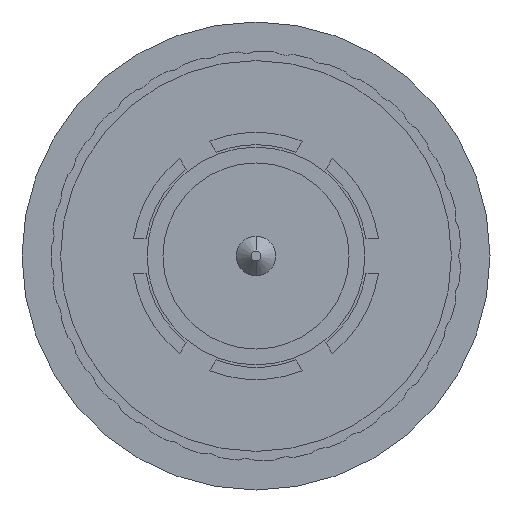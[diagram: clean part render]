
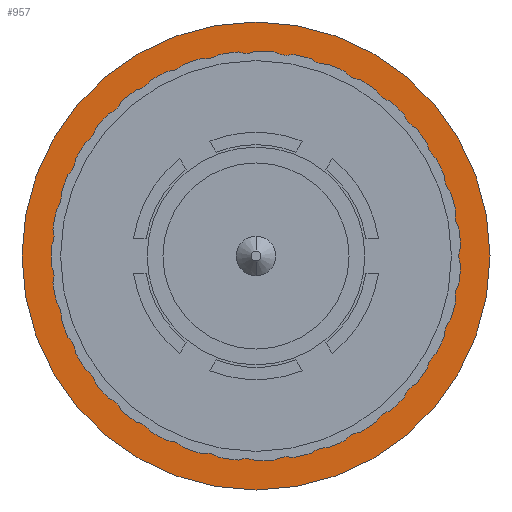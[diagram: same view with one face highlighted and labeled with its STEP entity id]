
A CAD part, front view. The second image highlights one B-rep face of the part: STEP entity #957.
In plain terms, the highlighted planar face has unit normal (0, -1, 0).
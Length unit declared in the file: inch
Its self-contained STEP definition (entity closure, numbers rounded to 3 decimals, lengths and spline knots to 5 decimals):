
#227 = VERTEX_POINT ( 'NONE', #2502 ) ;
#229 = EDGE_CURVE ( 'NONE', #227, #230, #2501, .T. ) ;
#230 = VERTEX_POINT ( 'NONE', #2496 ) ;
#380 = VERTEX_POINT ( 'NONE', #2818 ) ;
#382 = EDGE_CURVE ( 'NONE', #380, #383, #2817, .T. ) ;
#383 = VERTEX_POINT ( 'NONE', #2812 ) ;
#864 = ORIENTED_EDGE ( 'NONE', *, *, #382, .F. ) ;
#873 = ORIENTED_EDGE ( 'NONE', *, *, #874, .F. ) ;
#874 = EDGE_CURVE ( 'NONE', #383, #380, #3753, .T. ) ;
#875 = EDGE_LOOP ( 'NONE', ( #899, #970 ) ) ;
#899 = ORIENTED_EDGE ( 'NONE', *, *, #900, .F. ) ;
#900 = EDGE_CURVE ( 'NONE', #230, #227, #3748, .T. ) ;
#957 = ADVANCED_FACE ( 'NONE', ( #3999, #4012 ), #4011, .F. ) ;
#958 = EDGE_LOOP ( 'NONE', ( #873, #864 ) ) ;
#970 = ORIENTED_EDGE ( 'NONE', *, *, #229, .F. ) ;
#2496 = CARTESIAN_POINT ( 'NONE',  ( 0., 0., 0.153 ) ) ;
#2497 = DIRECTION ( 'NONE',  ( 0., 0., 1. ) ) ;
#2498 = DIRECTION ( 'NONE',  ( 0., -1., 0. ) ) ;
#2499 = CARTESIAN_POINT ( 'NONE',  ( 0., 0., 0. ) ) ;
#2500 = AXIS2_PLACEMENT_3D ( 'NONE', #2499, #2498, #2497 ) ;
#2501 = CIRCLE ( 'NONE', #2500, 0.153 ) ;
#2502 = CARTESIAN_POINT ( 'NONE',  ( 0., 0., -0.153 ) ) ;
#2812 = CARTESIAN_POINT ( 'NONE',  ( 0., 0., -0.2365 ) ) ;
#2813 = DIRECTION ( 'NONE',  ( 0., 0., 1. ) ) ;
#2814 = DIRECTION ( 'NONE',  ( 0., 1., 0. ) ) ;
#2815 = CARTESIAN_POINT ( 'NONE',  ( 0., 0., 0. ) ) ;
#2816 = AXIS2_PLACEMENT_3D ( 'NONE', #2815, #2814, #2813 ) ;
#2817 = CIRCLE ( 'NONE', #2816, 0.2365 ) ;
#2818 = CARTESIAN_POINT ( 'NONE',  ( 0., 0., 0.2365 ) ) ;
#3744 = DIRECTION ( 'NONE',  ( 0., 0., 1. ) ) ;
#3745 = DIRECTION ( 'NONE',  ( 0., -1., 0. ) ) ;
#3746 = CARTESIAN_POINT ( 'NONE',  ( 0., 0., 0. ) ) ;
#3747 = AXIS2_PLACEMENT_3D ( 'NONE', #3746, #3745, #3744 ) ;
#3748 = CIRCLE ( 'NONE', #3747, 0.153 ) ;
#3753 = CIRCLE ( 'NONE', #3814, 0.2365 ) ;
#3811 = DIRECTION ( 'NONE',  ( 0., 0., 1. ) ) ;
#3812 = DIRECTION ( 'NONE',  ( 0., 1., 0. ) ) ;
#3813 = CARTESIAN_POINT ( 'NONE',  ( 0., 0., 0. ) ) ;
#3814 = AXIS2_PLACEMENT_3D ( 'NONE', #3813, #3812, #3811 ) ;
#3886 = DIRECTION ( 'NONE',  ( 0., 0., 1. ) ) ;
#3887 = DIRECTION ( 'NONE',  ( 0., 1., 0. ) ) ;
#3888 = CARTESIAN_POINT ( 'NONE',  ( 0., 0., 0. ) ) ;
#3889 = AXIS2_PLACEMENT_3D ( 'NONE', #3888, #3887, #3886 ) ;
#3999 = FACE_OUTER_BOUND ( 'NONE', #958, .T. ) ;
#4011 = PLANE ( 'NONE',  #3889 ) ;
#4012 = FACE_BOUND ( 'NONE', #875, .T. ) ;
